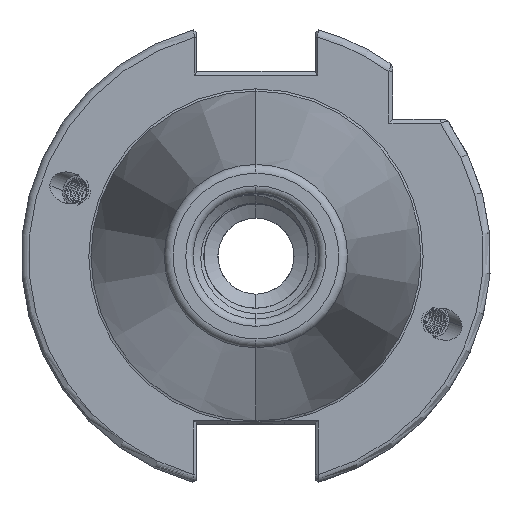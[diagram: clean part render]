
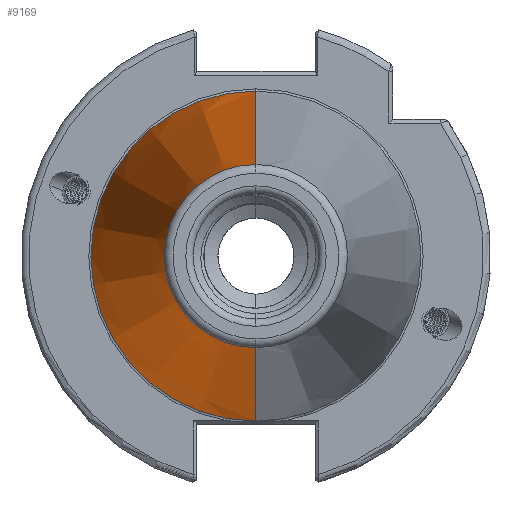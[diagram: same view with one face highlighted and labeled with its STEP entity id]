
A CAD part, left-side view. The second image highlights one B-rep face of the part: STEP entity #9169.
In plain terms, the highlighted conical face has half-angle 8.297 degrees and reference radius 22.692 mm.
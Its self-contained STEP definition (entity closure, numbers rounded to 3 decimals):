
#38 = AXIS2_PLACEMENT_3D ( 'NONE', #16252, #16253, #16254 ) ;
#798 = CARTESIAN_POINT ( 'NONE',  ( -2.5, 0., 0. ) ) ;
#802 = LINE ( 'NONE', #803, #10742 ) ;
#803 = CARTESIAN_POINT ( 'NONE',  ( 0., 0., 22.692 ) ) ;
#804 = DIRECTION ( 'NONE',  ( 0.99, 0., 0.144 ) ) ;
#805 = DIRECTION ( 'NONE',  ( 1., 0., 0. ) ) ;
#806 = DIRECTION ( 'NONE',  ( 0., 0., -1. ) ) ;
#808 = LINE ( 'NONE', #809, #10744 ) ;
#809 = CARTESIAN_POINT ( 'NONE',  ( 0., 0., -22.692 ) ) ;
#810 = DIRECTION ( 'NONE',  ( 0.99, 0., -0.144 ) ) ;
#1534 = CARTESIAN_POINT ( 'NONE',  ( -70.573, 0., 12.4 ) ) ;
#1535 = CARTESIAN_POINT ( 'NONE',  ( -70.573, 0., -12.4 ) ) ;
#1544 = CARTESIAN_POINT ( 'NONE',  ( -2.5, 0., 22.327 ) ) ;
#1545 = CARTESIAN_POINT ( 'NONE',  ( -2.5, 0., -22.327 ) ) ;
#3533 = FACE_OUTER_BOUND ( 'NONE', #17732, .T. ) ;
#3536 = AXIS2_PLACEMENT_3D ( 'NONE', #15484, #15485, #15486 ) ;
#3734 = VERTEX_POINT ( 'NONE', #1534 ) ;
#3735 = VERTEX_POINT ( 'NONE', #1535 ) ;
#3744 = VERTEX_POINT ( 'NONE', #1544 ) ;
#3745 = VERTEX_POINT ( 'NONE', #1545 ) ;
#6054 = CONICAL_SURFACE ( 'NONE', #3536, 22.692, 0.145 ) ;
#6085 = CIRCLE ( 'NONE', #38, 12.4 ) ;
#6098 = CIRCLE ( 'NONE', #10736, 22.327 ) ;
#9169 = ADVANCED_FACE ( 'NONE', ( #3533 ), #6054, .T. ) ;
#10205 = ORIENTED_EDGE ( 'NONE', *, *, #16968, .F. ) ;
#10206 = ORIENTED_EDGE ( 'NONE', *, *, #16966, .T. ) ;
#10207 = ORIENTED_EDGE ( 'NONE', *, *, #16967, .F. ) ;
#10208 = ORIENTED_EDGE ( 'NONE', *, *, #16949, .T. ) ;
#10736 = AXIS2_PLACEMENT_3D ( 'NONE', #798, #805, #806 ) ;
#10742 = VECTOR ( 'NONE', #804, 1000. ) ;
#10744 = VECTOR ( 'NONE', #810, 1000. ) ;
#15484 = CARTESIAN_POINT ( 'NONE',  ( 0., 0., 0. ) ) ;
#15485 = DIRECTION ( 'NONE',  ( 1., 0., 0. ) ) ;
#15486 = DIRECTION ( 'NONE',  ( 0., 0., -1. ) ) ;
#16252 = CARTESIAN_POINT ( 'NONE',  ( -70.573, 0., 0. ) ) ;
#16253 = DIRECTION ( 'NONE',  ( 1., 0., 0. ) ) ;
#16254 = DIRECTION ( 'NONE',  ( 0., 0., 1. ) ) ;
#16949 = EDGE_CURVE ( 'NONE', #3735, #3734, #6085, .T. ) ;
#16966 = EDGE_CURVE ( 'NONE', #3734, #3744, #802, .T. ) ;
#16967 = EDGE_CURVE ( 'NONE', #3745, #3744, #6098, .T. ) ;
#16968 = EDGE_CURVE ( 'NONE', #3735, #3745, #808, .T. ) ;
#17732 = EDGE_LOOP ( 'NONE', ( #10208, #10206, #10207, #10205 ) ) ;
